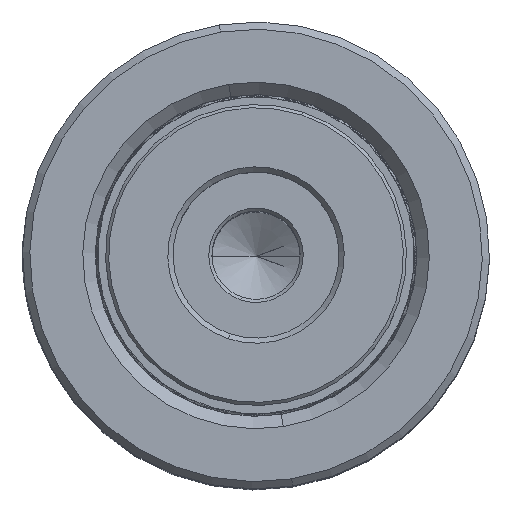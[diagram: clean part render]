
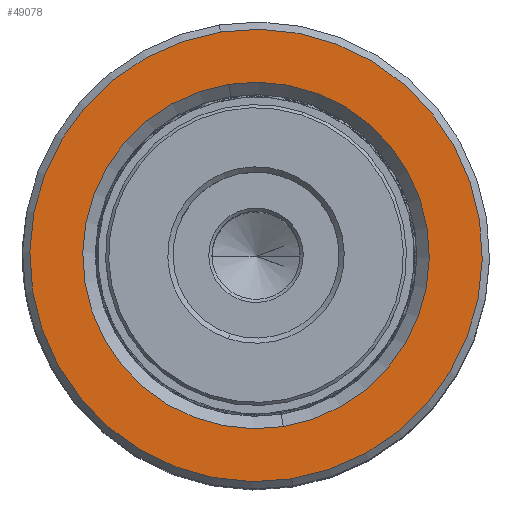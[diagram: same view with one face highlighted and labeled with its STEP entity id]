
A CAD part, top view. The second image highlights one B-rep face of the part: STEP entity #49078.
In plain terms, the highlighted planar face has unit normal (0, 0, 1).
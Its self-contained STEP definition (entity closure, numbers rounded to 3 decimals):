
#176 = AXIS2_PLACEMENT_3D ( 'NONE', #9119, #13192, #25581 ) ;
#2632 = ORIENTED_EDGE ( 'NONE', *, *, #14226, .T. ) ;
#5429 = DIRECTION ( 'NONE',  ( 1., 0., 0. ) ) ;
#5879 = CIRCLE ( 'NONE', #51693, 16.7 ) ;
#8511 = CARTESIAN_POINT ( 'NONE',  ( -16.7, 0., 60. ) ) ;
#9119 = CARTESIAN_POINT ( 'NONE',  ( 0., 0., 60. ) ) ;
#10196 = CARTESIAN_POINT ( 'NONE',  ( 0., 0., 60. ) ) ;
#10566 = CARTESIAN_POINT ( 'NONE',  ( 0., 0., 60. ) ) ;
#11621 = DIRECTION ( 'NONE',  ( 1., 0., 0. ) ) ;
#13192 = DIRECTION ( 'NONE',  ( 0., 0., 1. ) ) ;
#14226 = EDGE_CURVE ( 'NONE', #35611, #46597, #16588, .T. ) ;
#14277 = DIRECTION ( 'NONE',  ( 0., 0., -1. ) ) ;
#14982 = DIRECTION ( 'NONE',  ( 1., 0., 0. ) ) ;
#15336 = DIRECTION ( 'NONE',  ( 0., 0., 1. ) ) ;
#16181 = EDGE_CURVE ( 'NONE', #51570, #22822, #32377, .T. ) ;
#16588 = CIRCLE ( 'NONE', #31363, 16.7 ) ;
#21328 = ORIENTED_EDGE ( 'NONE', *, *, #41391, .T. ) ;
#22389 = DIRECTION ( 'NONE',  ( 0., 0., 1. ) ) ;
#22822 = VERTEX_POINT ( 'NONE', #49677 ) ;
#23117 = AXIS2_PLACEMENT_3D ( 'NONE', #10196, #22389, #50676 ) ;
#25581 = DIRECTION ( 'NONE',  ( 1., 0., 0. ) ) ;
#26148 = DIRECTION ( 'NONE',  ( 0., 0., -1. ) ) ;
#30805 = CARTESIAN_POINT ( 'NONE',  ( -21.8, 0., 60. ) ) ;
#30973 = CIRCLE ( 'NONE', #34214, 21.8 ) ;
#31363 = AXIS2_PLACEMENT_3D ( 'NONE', #34285, #26148, #5429 ) ;
#32377 = CIRCLE ( 'NONE', #176, 21.8 ) ;
#32413 = EDGE_CURVE ( 'NONE', #46597, #35611, #5879, .T. ) ;
#34073 = FACE_OUTER_BOUND ( 'NONE', #37570, .T. ) ;
#34214 = AXIS2_PLACEMENT_3D ( 'NONE', #10566, #15336, #14982 ) ;
#34285 = CARTESIAN_POINT ( 'NONE',  ( 0., 0., 60. ) ) ;
#34757 = FACE_BOUND ( 'NONE', #42992, .T. ) ;
#35611 = VERTEX_POINT ( 'NONE', #43446 ) ;
#37570 = EDGE_LOOP ( 'NONE', ( #39413, #21328 ) ) ;
#39413 = ORIENTED_EDGE ( 'NONE', *, *, #16181, .T. ) ;
#41391 = EDGE_CURVE ( 'NONE', #22822, #51570, #30973, .T. ) ;
#42992 = EDGE_LOOP ( 'NONE', ( #2632, #51332 ) ) ;
#43446 = CARTESIAN_POINT ( 'NONE',  ( 16.7, 0., 60. ) ) ;
#43792 = CARTESIAN_POINT ( 'NONE',  ( 0., 0., 60. ) ) ;
#46597 = VERTEX_POINT ( 'NONE', #8511 ) ;
#47302 = PLANE ( 'NONE',  #23117 ) ;
#49078 = ADVANCED_FACE ( 'NONE', ( #34073, #34757 ), #47302, .T. ) ;
#49677 = CARTESIAN_POINT ( 'NONE',  ( 21.8, 0., 60. ) ) ;
#50676 = DIRECTION ( 'NONE',  ( 1., 0., 0. ) ) ;
#51332 = ORIENTED_EDGE ( 'NONE', *, *, #32413, .T. ) ;
#51570 = VERTEX_POINT ( 'NONE', #30805 ) ;
#51693 = AXIS2_PLACEMENT_3D ( 'NONE', #43792, #14277, #11621 ) ;
